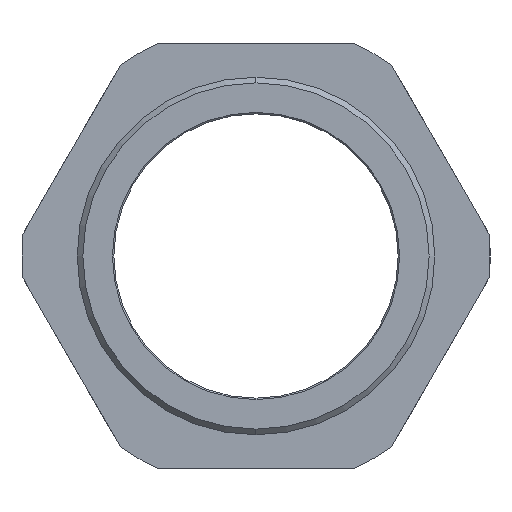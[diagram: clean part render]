
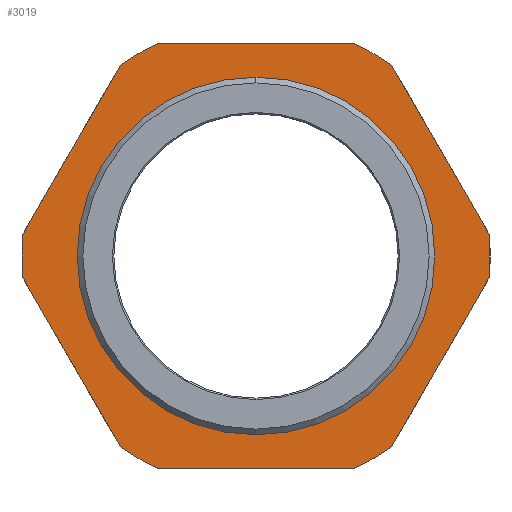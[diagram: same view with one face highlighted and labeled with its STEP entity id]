
A CAD part, left-side view. The second image highlights one B-rep face of the part: STEP entity #3019.
In plain terms, the highlighted planar face has unit normal (-1, 0, 0).
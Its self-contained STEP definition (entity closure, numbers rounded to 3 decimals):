
#54 = FACE_OUTER_BOUND ( 'NONE', #1110, .T. ) ;
#55 = CARTESIAN_POINT ( 'NONE',  ( 15., 41.068, 3.868 ) ) ;
#79 = CARTESIAN_POINT ( 'NONE',  ( 15., -41.068, 3.868 ) ) ;
#125 = DIRECTION ( 'NONE',  ( 0., 0., 1. ) ) ;
#135 = CARTESIAN_POINT ( 'NONE',  ( 15., -17.185, -37.5 ) ) ;
#136 = AXIS2_PLACEMENT_3D ( 'NONE', #2930, #2162, #274 ) ;
#158 = ORIENTED_EDGE ( 'NONE', *, *, #3102, .T. ) ;
#163 = CARTESIAN_POINT ( 'NONE',  ( 15., 0., 0. ) ) ;
#204 = VERTEX_POINT ( 'NONE', #2437 ) ;
#219 = FACE_BOUND ( 'NONE', #1245, .T. ) ;
#274 = DIRECTION ( 'NONE',  ( 0., 0., 1. ) ) ;
#300 = DIRECTION ( 'NONE',  ( -1., 0., 0. ) ) ;
#340 = CARTESIAN_POINT ( 'NONE',  ( 15., -17.185, -37.5 ) ) ;
#363 = VERTEX_POINT ( 'NONE', #1525 ) ;
#396 = EDGE_CURVE ( 'NONE', #204, #1151, #2629, .T. ) ;
#432 = VERTEX_POINT ( 'NONE', #994 ) ;
#433 = ORIENTED_EDGE ( 'NONE', *, *, #533, .T. ) ;
#517 = DIRECTION ( 'NONE',  ( -1., 0., 0. ) ) ;
#520 = CARTESIAN_POINT ( 'NONE',  ( 15., -17.185, 37.5 ) ) ;
#533 = EDGE_CURVE ( 'NONE', #2432, #987, #1144, .T. ) ;
#564 = ORIENTED_EDGE ( 'NONE', *, *, #2754, .T. ) ;
#629 = CIRCLE ( 'NONE', #3265, 41.25 ) ;
#633 = CARTESIAN_POINT ( 'NONE',  ( 15., -41.068, -3.868 ) ) ;
#651 = CARTESIAN_POINT ( 'NONE',  ( 15., 41.068, 3.868 ) ) ;
#667 = AXIS2_PLACEMENT_3D ( 'NONE', #163, #3322, #2853 ) ;
#676 = CIRCLE ( 'NONE', #1223, 31.5 ) ;
#691 = ORIENTED_EDGE ( 'NONE', *, *, #396, .T. ) ;
#816 = CARTESIAN_POINT ( 'NONE',  ( 15., 0., 31.5 ) ) ;
#817 = ORIENTED_EDGE ( 'NONE', *, *, #2598, .T. ) ;
#850 = ORIENTED_EDGE ( 'NONE', *, *, #3314, .T. ) ;
#875 = CARTESIAN_POINT ( 'NONE',  ( 15., 0., 0. ) ) ;
#958 = ORIENTED_EDGE ( 'NONE', *, *, #3240, .T. ) ;
#987 = VERTEX_POINT ( 'NONE', #79 ) ;
#994 = CARTESIAN_POINT ( 'NONE',  ( 15., 23.884, 33.632 ) ) ;
#1004 = CARTESIAN_POINT ( 'NONE',  ( 15., 0., 0. ) ) ;
#1017 = DIRECTION ( 'NONE',  ( 0., 0., 1. ) ) ;
#1030 = ORIENTED_EDGE ( 'NONE', *, *, #2771, .T. ) ;
#1047 = VECTOR ( 'NONE', #3018, 1000. ) ;
#1064 = VERTEX_POINT ( 'NONE', #340 ) ;
#1073 = DIRECTION ( 'NONE',  ( -1., 0., 0. ) ) ;
#1092 = CARTESIAN_POINT ( 'NONE',  ( 15., 17.185, 37.5 ) ) ;
#1097 = AXIS2_PLACEMENT_3D ( 'NONE', #1609, #1073, #2147 ) ;
#1110 = EDGE_LOOP ( 'NONE', ( #817, #1424, #691, #2859, #2519, #1030, #433, #3016, #564, #958, #158, #850 ) ) ;
#1144 = CIRCLE ( 'NONE', #3408, 41.25 ) ;
#1151 = VERTEX_POINT ( 'NONE', #2550 ) ;
#1207 = VERTEX_POINT ( 'NONE', #651 ) ;
#1223 = AXIS2_PLACEMENT_3D ( 'NONE', #3187, #2950, #3207 ) ;
#1244 = EDGE_CURVE ( 'NONE', #1064, #1408, #1642, .T. ) ;
#1245 = EDGE_LOOP ( 'NONE', ( #2256, #2473 ) ) ;
#1251 = DIRECTION ( 'NONE',  ( 0., 0.5, 0.866 ) ) ;
#1344 = VECTOR ( 'NONE', #2403, 1000. ) ;
#1357 = CARTESIAN_POINT ( 'NONE',  ( 15., 0., 0. ) ) ;
#1380 = DIRECTION ( 'NONE',  ( 0., -0.5, -0.866 ) ) ;
#1408 = VERTEX_POINT ( 'NONE', #1557 ) ;
#1424 = ORIENTED_EDGE ( 'NONE', *, *, #2738, .T. ) ;
#1519 = EDGE_CURVE ( 'NONE', #363, #3303, #676, .T. ) ;
#1525 = CARTESIAN_POINT ( 'NONE',  ( 15., 0., -31.5 ) ) ;
#1557 = CARTESIAN_POINT ( 'NONE',  ( 15., -23.884, -33.632 ) ) ;
#1609 = CARTESIAN_POINT ( 'NONE',  ( 15., 0., 0. ) ) ;
#1642 = CIRCLE ( 'NONE', #667, 41.25 ) ;
#1760 = LINE ( 'NONE', #633, #1047 ) ;
#1892 = EDGE_CURVE ( 'NONE', #3303, #363, #1929, .T. ) ;
#1929 = CIRCLE ( 'NONE', #1097, 31.5 ) ;
#2052 = LINE ( 'NONE', #2956, #3356 ) ;
#2063 = PLANE ( 'NONE',  #2937 ) ;
#2079 = CARTESIAN_POINT ( 'NONE',  ( 15., -23.884, 33.632 ) ) ;
#2092 = VECTOR ( 'NONE', #2487, 1000. ) ;
#2127 = AXIS2_PLACEMENT_3D ( 'NONE', #875, #2785, #125 ) ;
#2141 = CARTESIAN_POINT ( 'NONE',  ( 15., 0., 0. ) ) ;
#2147 = DIRECTION ( 'NONE',  ( 0., 0., 1. ) ) ;
#2162 = DIRECTION ( 'NONE',  ( -1., 0., 0. ) ) ;
#2184 = DIRECTION ( 'NONE',  ( 0., 0.5, -0.866 ) ) ;
#2256 = ORIENTED_EDGE ( 'NONE', *, *, #1519, .F. ) ;
#2300 = EDGE_CURVE ( 'NONE', #987, #2522, #2303, .T. ) ;
#2303 = LINE ( 'NONE', #2079, #2506 ) ;
#2331 = LINE ( 'NONE', #55, #3315 ) ;
#2341 = DIRECTION ( 'NONE',  ( -1., 0., 0. ) ) ;
#2355 = DIRECTION ( 'NONE',  ( -1., 0., 0. ) ) ;
#2361 = CARTESIAN_POINT ( 'NONE',  ( 15., 31.5, 0. ) ) ;
#2381 = VERTEX_POINT ( 'NONE', #520 ) ;
#2403 = DIRECTION ( 'NONE',  ( 0., 1., 0. ) ) ;
#2432 = VERTEX_POINT ( 'NONE', #2634 ) ;
#2437 = CARTESIAN_POINT ( 'NONE',  ( 15., 23.884, -33.632 ) ) ;
#2473 = ORIENTED_EDGE ( 'NONE', *, *, #1892, .F. ) ;
#2487 = DIRECTION ( 'NONE',  ( 0., -1., 0. ) ) ;
#2506 = VECTOR ( 'NONE', #1251, 1000. ) ;
#2519 = ORIENTED_EDGE ( 'NONE', *, *, #1244, .T. ) ;
#2522 = VERTEX_POINT ( 'NONE', #3196 ) ;
#2546 = AXIS2_PLACEMENT_3D ( 'NONE', #1004, #2355, #2850 ) ;
#2550 = CARTESIAN_POINT ( 'NONE',  ( 15., 17.185, -37.5 ) ) ;
#2598 = EDGE_CURVE ( 'NONE', #1207, #3179, #629, .T. ) ;
#2629 = CIRCLE ( 'NONE', #2546, 41.25 ) ;
#2634 = CARTESIAN_POINT ( 'NONE',  ( 15., -41.068, -3.868 ) ) ;
#2637 = VERTEX_POINT ( 'NONE', #2886 ) ;
#2712 = CIRCLE ( 'NONE', #2127, 41.25 ) ;
#2734 = DIRECTION ( 'NONE',  ( 0., 0., 1. ) ) ;
#2738 = EDGE_CURVE ( 'NONE', #3179, #204, #2052, .T. ) ;
#2754 = EDGE_CURVE ( 'NONE', #2522, #2381, #2712, .T. ) ;
#2771 = EDGE_CURVE ( 'NONE', #1408, #2432, #1760, .T. ) ;
#2785 = DIRECTION ( 'NONE',  ( -1., 0., 0. ) ) ;
#2836 = EDGE_CURVE ( 'NONE', #1151, #1064, #3317, .T. ) ;
#2850 = DIRECTION ( 'NONE',  ( 0., 0., 1. ) ) ;
#2853 = DIRECTION ( 'NONE',  ( 0., 0., 1. ) ) ;
#2859 = ORIENTED_EDGE ( 'NONE', *, *, #2836, .T. ) ;
#2886 = CARTESIAN_POINT ( 'NONE',  ( 15., 17.185, 37.5 ) ) ;
#2930 = CARTESIAN_POINT ( 'NONE',  ( 15., 0., 0. ) ) ;
#2937 = AXIS2_PLACEMENT_3D ( 'NONE', #2361, #2341, #1017 ) ;
#2950 = DIRECTION ( 'NONE',  ( -1., 0., 0. ) ) ;
#2955 = CIRCLE ( 'NONE', #136, 41.25 ) ;
#2956 = CARTESIAN_POINT ( 'NONE',  ( 15., 23.884, -33.632 ) ) ;
#3016 = ORIENTED_EDGE ( 'NONE', *, *, #2300, .T. ) ;
#3018 = DIRECTION ( 'NONE',  ( 0., -0.5, 0.866 ) ) ;
#3019 = ADVANCED_FACE ( 'NONE', ( #219, #54 ), #2063, .T. ) ;
#3102 = EDGE_CURVE ( 'NONE', #2637, #432, #2955, .T. ) ;
#3179 = VERTEX_POINT ( 'NONE', #3249 ) ;
#3187 = CARTESIAN_POINT ( 'NONE',  ( 15., 0., 0. ) ) ;
#3194 = LINE ( 'NONE', #1092, #1344 ) ;
#3196 = CARTESIAN_POINT ( 'NONE',  ( 15., -23.884, 33.632 ) ) ;
#3207 = DIRECTION ( 'NONE',  ( 0., 0., 1. ) ) ;
#3240 = EDGE_CURVE ( 'NONE', #2381, #2637, #3194, .T. ) ;
#3249 = CARTESIAN_POINT ( 'NONE',  ( 15., 41.068, -3.868 ) ) ;
#3265 = AXIS2_PLACEMENT_3D ( 'NONE', #2141, #300, #2734 ) ;
#3303 = VERTEX_POINT ( 'NONE', #816 ) ;
#3314 = EDGE_CURVE ( 'NONE', #432, #1207, #2331, .T. ) ;
#3315 = VECTOR ( 'NONE', #2184, 1000. ) ;
#3317 = LINE ( 'NONE', #135, #2092 ) ;
#3322 = DIRECTION ( 'NONE',  ( -1., 0., 0. ) ) ;
#3356 = VECTOR ( 'NONE', #1380, 1000. ) ;
#3408 = AXIS2_PLACEMENT_3D ( 'NONE', #1357, #517, #3416 ) ;
#3416 = DIRECTION ( 'NONE',  ( 0., 0., 1. ) ) ;
